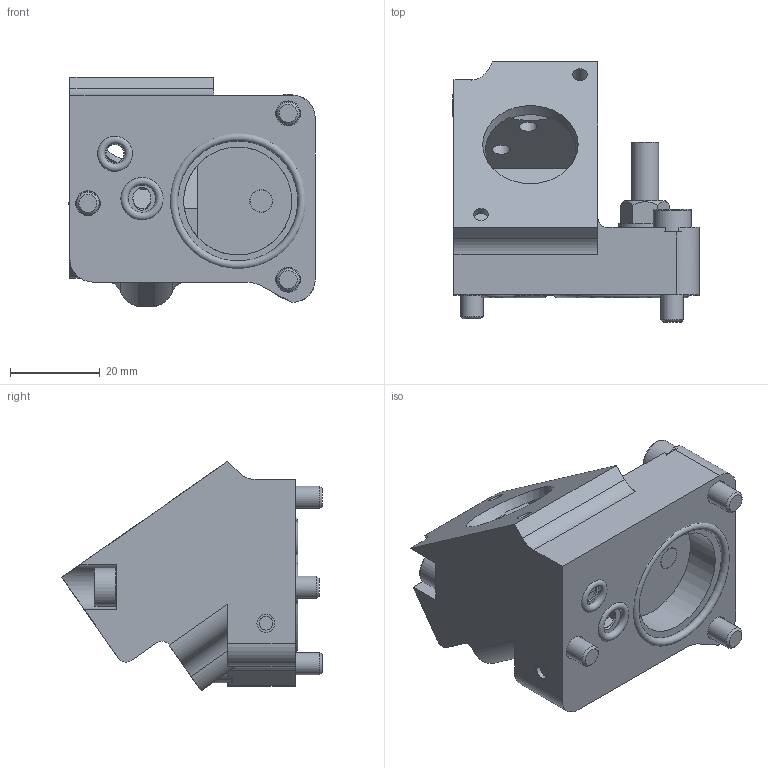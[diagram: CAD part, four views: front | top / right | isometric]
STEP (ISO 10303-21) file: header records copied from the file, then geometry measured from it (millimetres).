
FILE_DESCRIPTION(/* description */ ('Unknown'),/* implementation_level */ '2;1');
FILE_NAME(/* name */ 'AP-1620-312-G',/* time_stamp */ '2020-12-14T13:46:16+01:00',/* author */ ('Unknown'),/* organization */ ('Unknown'),/* preprocessor_version */ 'ST-DEVELOPER v16.7',/* originating_system */ 'DEX',/* authorisation */ $);
FILE_SCHEMA (('AUTOMOTIVE_DESIGN {1 0 10303 214 3 1 1}'));
Length unit declared in the file: millimetre
Products named in the file (12): AP-1620-312-G; AP-1620-002-005-E_oa_0; WT-2600-516; WT-2600-616; WT-2602-716; WU-1505-020; WU-1505-045_oa_1; WU-4604-040; WU-4604-041; WU-4604-040_oa_2; WV-2400-706; WV-7306-025
Assembly tree (13 placements, depth 2):
  AP-1620-312-G
    AP-1620-002-005-E_oa_0
    WT-2600-516
    WT-2600-616
    WT-2602-716
    WU-1505-020  x2
    WU-1505-045_oa_1
    WU-4604-040  x2
    WU-4604-041
    WU-4604-040_oa_2
    WV-2400-706
    WV-7306-025
Bounding box: 54.75 x 57.86 x 51.01 mm (x, y, z)
Volume: 38430.7 mm3; surface area: 22345.6 mm2
Topology: 13 solids, 13 shells, 350 faces, 742 edges, 495 vertices
Faces by surface type: plane 180, cylinder 135, cone 19, torus 13, bspline 3
Full cylindrical faces by diameter (mm): 2 x3, 3 x4, 3.242 x3, 3.75 x35, 4 x47, 4.917 x2, 5 x4, 5.5 x3, 6 x1, 7.8 x1, 8.5 x3, 9.4 x1, 11.8 x1, 12.5 x1, 13.1 x1, 24 x1, 29.65 x1
Entity records: 8486 total; most frequent: DIRECTION 1308, CARTESIAN_POINT 1261, ORIENTED_EDGE 932, AXIS2_PLACEMENT_3D 561, FACE_BOUND 489, EDGE_LOOP 482, EDGE_CURVE 466, VERTEX_POINT 377
